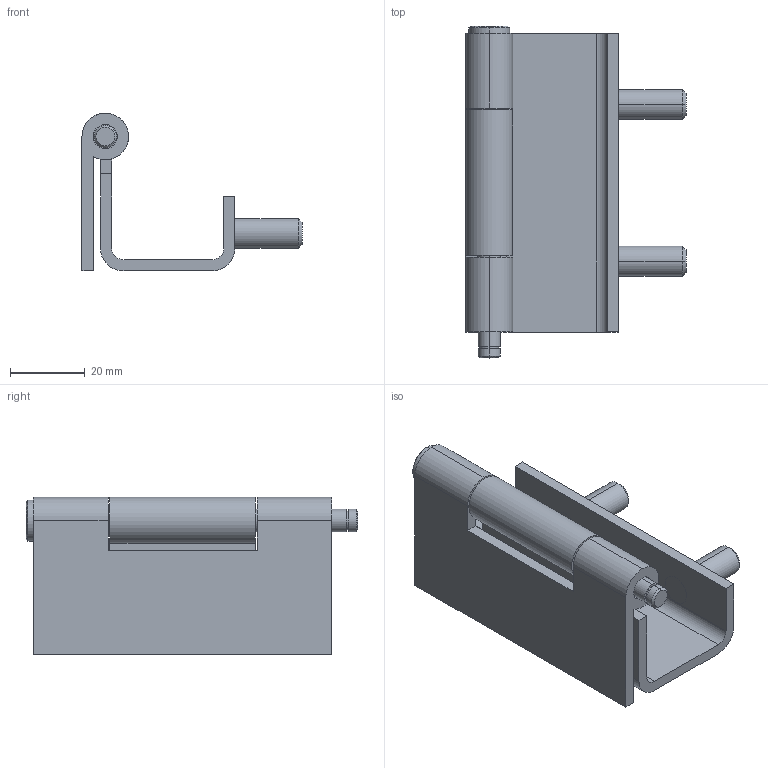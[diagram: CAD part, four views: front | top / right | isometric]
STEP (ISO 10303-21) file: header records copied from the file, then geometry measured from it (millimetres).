
FILE_DESCRIPTION (( 'STEP AP203' ), '1' );
FILE_NAME ('sone3D.STEP', '2015-03-17T06:44:00', ( '' ), ( '' ), 'SwSTEP 2.0', 'SolidWorks 2012', '' );
FILE_SCHEMA (( 'CONFIG_CONTROL_DESIGN' ));
Length unit declared in the file: millimetre
Products named in the file (5): B-1063-2軸_; B-1063-2ヒンジB_; B-1063-2ヒンジA_; B-1063-2ボルト_; sone3D
Assembly tree (5 placements, depth 2):
  sone3D
    B-1063-2軸_
    B-1063-2ヒンジA_
    B-1063-2ヒンジB_
    B-1063-2ボルト_  x2
Bounding box: 59 x 89 x 42.25 mm (x, y, z)
Volume: 36483.7 mm3; surface area: 26103.7 mm2
Topology: 5 solids, 5 shells, 71 faces, 170 edges, 108 vertices
Faces by surface type: cylinder 33, plane 30, cone 8
Entity records: 2505 total; most frequent: DIRECTION 374, CARTESIAN_POINT 335, ORIENTED_EDGE 320, EDGE_CURVE 160, AXIS2_PLACEMENT_3D 141, VERTEX_POINT 102, VECTOR 92, LINE 92
